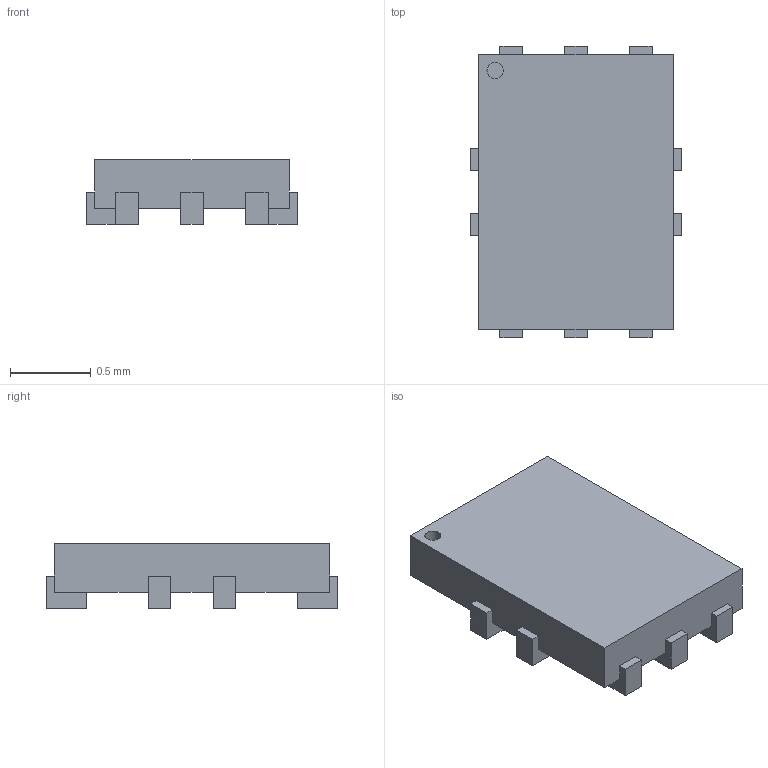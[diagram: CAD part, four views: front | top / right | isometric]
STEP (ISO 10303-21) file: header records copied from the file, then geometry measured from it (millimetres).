
FILE_DESCRIPTION(/* description */ ('model of UQFN-10_1.3x1.8mm_P0.4mm'),/* implementation_level */ '2;1');
FILE_NAME(/* name */ 'UQFN-10_1.3x1.8mm_P0.4mm.step',/* time_stamp */ '2018-11-02T18:19:27',/* author */ ('kicad StepUp','ksu'),/* organization */ ('FreeCAD'),/* preprocessor_version */ 'OCC',/* originating_system */ 'kicad StepUp',/* authorisation */ '');
FILE_SCHEMA(('AUTOMOTIVE_DESIGN { 1 0 10303 214 1 1 1 1 }'));
Length unit declared in the file: millimetre
Products named in the file (1): UQFN_10_13x18mm_P04mm
Bounding box: 1.3 x 1.8 x 0.4 mm (x, y, z)
Volume: 0.7 mm3; surface area: 6.9 mm2
Topology: 1 solids, 1 shells, 68 faces, 195 edges, 130 vertices
Faces by surface type: plane 67, cylinder 1
Full cylindrical faces by diameter (mm): 0.1 x1
Entity records: 1563 total; most frequent: ORIENTED_EDGE 334, CARTESIAN_POINT 225, EDGE_CURVE 195, LINE 183, VERTEX_POINT 130, AXIS2_PLACEMENT_3D 70, FACE_BOUND 69, EDGE_LOOP 69
